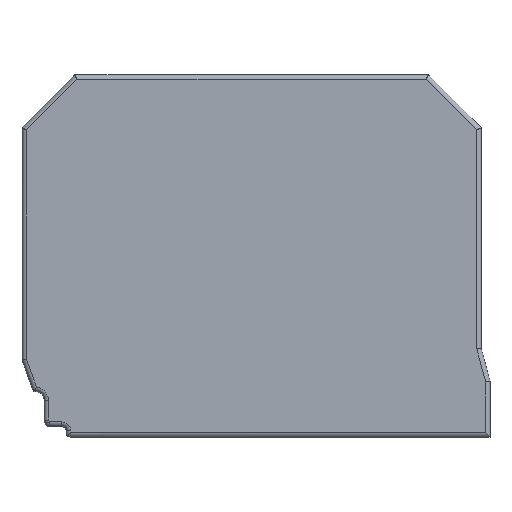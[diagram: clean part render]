
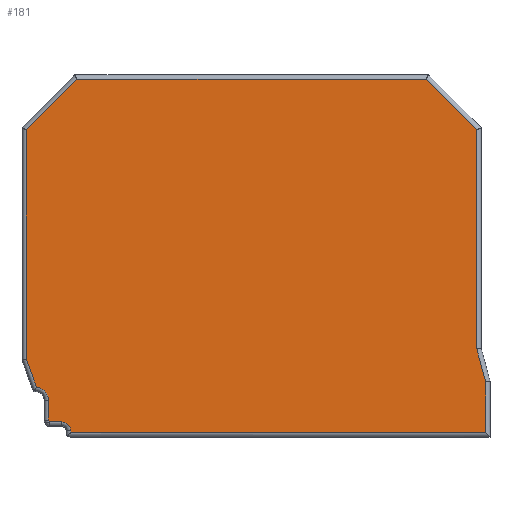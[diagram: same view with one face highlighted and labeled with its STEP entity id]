
A CAD part, top view. The second image highlights one B-rep face of the part: STEP entity #181.
In plain terms, the highlighted planar face has unit normal (0, 0, 1).
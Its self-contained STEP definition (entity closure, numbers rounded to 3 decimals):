
#125=PLANE('',#1649);
#181=ADVANCED_FACE('',(#313),#125,.T.);
#313=FACE_OUTER_BOUND('',#403,.T.);
#403=EDGE_LOOP('',(#859,#860,#861,#862,#863,#864,#865,#866,#867,#868,#869,
#870,#871,#872,#873));
#547=LINE('',#2451,#671);
#549=LINE('',#2464,#673);
#550=LINE('',#2466,#674);
#551=LINE('',#2470,#675);
#552=LINE('',#2472,#676);
#553=LINE('',#2474,#677);
#554=LINE('',#2478,#678);
#555=LINE('',#2479,#679);
#556=LINE('',#2481,#680);
#557=LINE('',#2483,#681);
#558=LINE('',#2485,#682);
#559=LINE('',#2487,#683);
#560=LINE('',#2489,#684);
#671=VECTOR('',#1918,1.);
#673=VECTOR('',#1930,1.);
#674=VECTOR('',#1933,1.);
#675=VECTOR('',#1936,1.);
#676=VECTOR('',#1937,1.);
#677=VECTOR('',#1938,1.);
#678=VECTOR('',#1941,1.);
#679=VECTOR('',#1942,1.);
#680=VECTOR('',#1943,1.);
#681=VECTOR('',#1944,1.);
#682=VECTOR('',#1945,1.);
#683=VECTOR('',#1946,1.);
#684=VECTOR('',#1947,1.);
#859=ORIENTED_EDGE('',*,*,#1402,.T.);
#860=ORIENTED_EDGE('',*,*,#1409,.T.);
#861=ORIENTED_EDGE('',*,*,#1410,.T.);
#862=ORIENTED_EDGE('',*,*,#1411,.T.);
#863=ORIENTED_EDGE('',*,*,#1412,.T.);
#864=ORIENTED_EDGE('',*,*,#1413,.T.);
#865=ORIENTED_EDGE('',*,*,#1414,.T.);
#866=ORIENTED_EDGE('',*,*,#1415,.T.);
#867=ORIENTED_EDGE('',*,*,#1408,.T.);
#868=ORIENTED_EDGE('',*,*,#1416,.T.);
#869=ORIENTED_EDGE('',*,*,#1417,.T.);
#870=ORIENTED_EDGE('',*,*,#1418,.T.);
#871=ORIENTED_EDGE('',*,*,#1419,.T.);
#872=ORIENTED_EDGE('',*,*,#1420,.T.);
#873=ORIENTED_EDGE('',*,*,#1421,.T.);
#1244=VERTEX_POINT('',#2450);
#1245=VERTEX_POINT('',#2452);
#1247=VERTEX_POINT('',#2457);
#1250=VERTEX_POINT('',#2463);
#1251=VERTEX_POINT('',#2467);
#1252=VERTEX_POINT('',#2469);
#1253=VERTEX_POINT('',#2471);
#1254=VERTEX_POINT('',#2473);
#1255=VERTEX_POINT('',#2475);
#1256=VERTEX_POINT('',#2477);
#1257=VERTEX_POINT('',#2480);
#1258=VERTEX_POINT('',#2482);
#1259=VERTEX_POINT('',#2484);
#1260=VERTEX_POINT('',#2486);
#1261=VERTEX_POINT('',#2488);
#1402=EDGE_CURVE('',#1245,#1244,#547,.T.);
#1408=EDGE_CURVE('',#1247,#1250,#549,.T.);
#1409=EDGE_CURVE('',#1244,#1251,#550,.T.);
#1410=EDGE_CURVE('',#1251,#1252,#1557,.T.);
#1411=EDGE_CURVE('',#1252,#1253,#551,.T.);
#1412=EDGE_CURVE('',#1253,#1254,#552,.T.);
#1413=EDGE_CURVE('',#1254,#1255,#553,.T.);
#1414=EDGE_CURVE('',#1255,#1256,#1558,.T.);
#1415=EDGE_CURVE('',#1256,#1247,#554,.T.);
#1416=EDGE_CURVE('',#1250,#1257,#555,.T.);
#1417=EDGE_CURVE('',#1257,#1258,#556,.T.);
#1418=EDGE_CURVE('',#1258,#1259,#557,.T.);
#1419=EDGE_CURVE('',#1259,#1260,#558,.T.);
#1420=EDGE_CURVE('',#1260,#1261,#559,.T.);
#1421=EDGE_CURVE('',#1261,#1245,#560,.T.);
#1557=CIRCLE('',#1647,1.5);
#1558=CIRCLE('',#1648,1.);
#1647=AXIS2_PLACEMENT_3D('',#2468,#1934,#1935);
#1648=AXIS2_PLACEMENT_3D('',#2476,#1939,#1940);
#1649=AXIS2_PLACEMENT_3D('',#2490,#1948,#1949);
#1918=DIRECTION('',(0.,-1.,0.));
#1930=DIRECTION('',(1.,0.,0.));
#1933=DIRECTION('',(0.342,-0.94,0.));
#1934=DIRECTION('',(0.,0.,-1.));
#1935=DIRECTION('',(1.,0.,0.));
#1936=DIRECTION('',(0.,-1.,0.));
#1937=DIRECTION('',(0.342,-0.94,0.));
#1938=DIRECTION('',(1.,0.,0.));
#1939=DIRECTION('',(0.,0.,-1.));
#1940=DIRECTION('',(1.,0.,0.));
#1941=DIRECTION('',(0.,-1.,0.));
#1942=DIRECTION('',(0.,1.,0.));
#1943=DIRECTION('',(-0.259,0.966,0.));
#1944=DIRECTION('',(0.,1.,0.));
#1945=DIRECTION('',(-0.707,0.707,0.));
#1946=DIRECTION('',(-1.,0.,0.));
#1947=DIRECTION('',(-0.707,-0.707,0.));
#1948=DIRECTION('',(0.,0.,1.));
#1949=DIRECTION('',(1.,0.,0.));
#2450=CARTESIAN_POINT('',(-25.5,-32.212,2.7));
#2451=CARTESIAN_POINT('',(-25.5,-20.5,2.7));
#2452=CARTESIAN_POINT('',(-25.5,-6.207,2.7));
#2457=CARTESIAN_POINT('',(-20.5,-40.5,2.7));
#2463=CARTESIAN_POINT('',(26.5,-40.5,2.7));
#2464=CARTESIAN_POINT('',(0.,-40.5,2.7));
#2466=CARTESIAN_POINT('',(-26.281,-30.066,2.7));
#2467=CARTESIAN_POINT('',(-24.355,-35.357,2.7));
#2468=CARTESIAN_POINT('',(-24.5,-36.85,2.7));
#2469=CARTESIAN_POINT('',(-23.,-36.85,2.7));
#2470=CARTESIAN_POINT('',(-23.,-39.169,2.7));
#2471=CARTESIAN_POINT('',(-23.,-39.081,2.7));
#2472=CARTESIAN_POINT('',(-26.281,-30.066,2.7));
#2473=CARTESIAN_POINT('',(-22.92,-39.3,2.7));
#2474=CARTESIAN_POINT('',(-21.5,-39.3,2.7));
#2475=CARTESIAN_POINT('',(-21.5,-39.3,2.7));
#2476=CARTESIAN_POINT('',(-21.5,-40.3,2.7));
#2477=CARTESIAN_POINT('',(-20.5,-40.3,2.7));
#2478=CARTESIAN_POINT('',(-20.5,-20.5,2.7));
#2479=CARTESIAN_POINT('',(26.5,-20.5,2.7));
#2480=CARTESIAN_POINT('',(26.5,-34.748,2.7));
#2481=CARTESIAN_POINT('',(21.163,-14.829,2.7));
#2482=CARTESIAN_POINT('',(25.5,-31.016,2.7));
#2483=CARTESIAN_POINT('',(25.5,-20.5,2.7));
#2484=CARTESIAN_POINT('',(25.5,-6.207,2.7));
#2485=CARTESIAN_POINT('',(19.896,-0.604,2.7));
#2486=CARTESIAN_POINT('',(19.793,-0.5,2.7));
#2487=CARTESIAN_POINT('',(0.,-0.5,2.7));
#2488=CARTESIAN_POINT('',(-19.793,-0.5,2.7));
#2489=CARTESIAN_POINT('',(-19.896,-0.604,2.7));
#2490=CARTESIAN_POINT('',(0.,-20.5,2.7));
